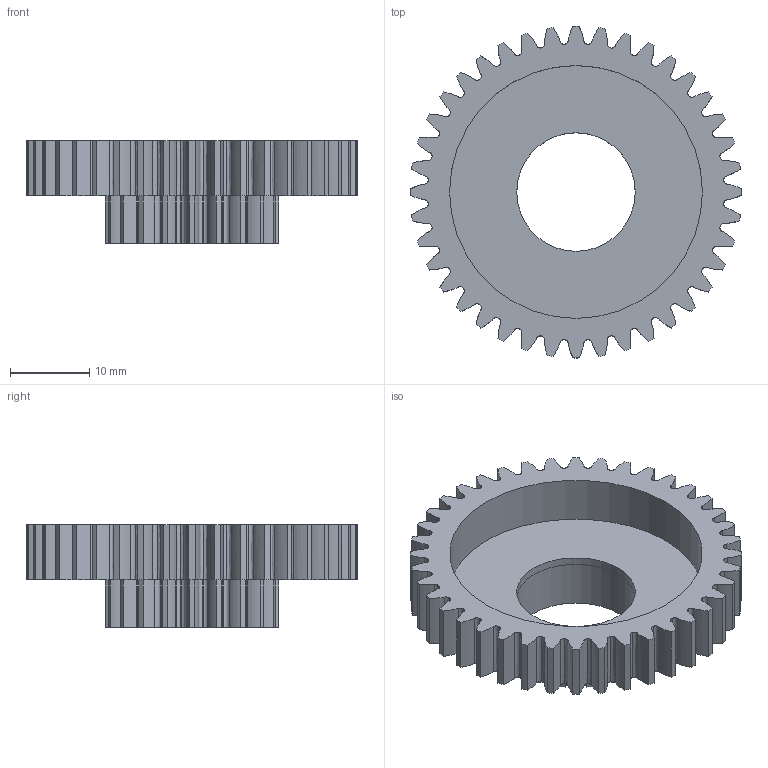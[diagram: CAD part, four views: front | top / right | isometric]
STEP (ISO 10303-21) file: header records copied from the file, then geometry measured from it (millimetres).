
FILE_DESCRIPTION(/* description */ ('','CAx-IF Rec.Pracs.---Representation and Presentation of Product Manufacturing Information (PMI)---4.0---2014-10-13'),/* implementation_level */ '2;1');
FILE_NAME(/* name */ 'banhrangkhau2.step',/* time_stamp */ '2025-01-12T14:38:23+07:00',/* author */ (''),/* organization */ (''),/* preprocessor_version */ 'ST-DEVELOPER v20',/* originating_system */ 'Autodesk Translation Framework v13.20.0.188',/* authorisation */ '');
FILE_SCHEMA (('AP242_MANAGED_MODEL_BASED_3D_ENGINEERING_MIM_LF { 1 0 10303 442 1 1 4 }'));
Products named in the file (3): banhrangkhau1; Spur Gear (20 teeth); Spur Gear (40 teeth)
Assembly tree (2 placements, depth 2):
  banhrangkhau1
    Spur Gear (20 teeth)
    Spur Gear (40 teeth)
Bounding box: 42 x 42 x 13 mm (x, y, z)
Volume: 4527.6 mm3; surface area: 5795.1 mm2
Topology: 2 solids, 2 shells, 408 faces, 1209 edges, 806 vertices
Faces by surface type: bspline 200, cylinder 163, plane 45
Full cylindrical faces by diameter (mm): 15 x2, 32 x1
Entity records: 45336 total; most frequent: CARTESIAN_POINT 35952, ORIENTED_EDGE 2418, DIRECTION 1401, EDGE_CURVE 1209, VERTEX_POINT 806, AXIS2_PLACEMENT_3D 539, B_SPLINE_CURVE_WITH_KNOTS 440, EDGE_LOOP 413
